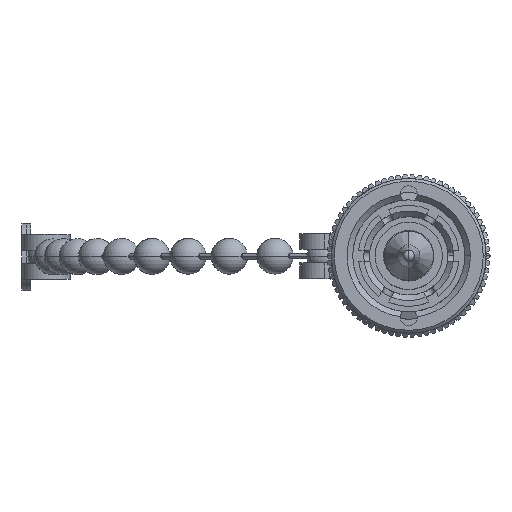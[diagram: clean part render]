
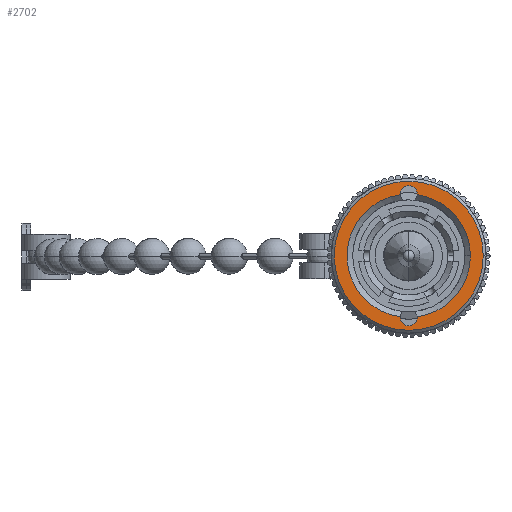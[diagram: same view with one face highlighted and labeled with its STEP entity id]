
A CAD part, top view. The second image highlights one B-rep face of the part: STEP entity #2702.
In plain terms, the highlighted planar face has unit normal (0, 0, 1).
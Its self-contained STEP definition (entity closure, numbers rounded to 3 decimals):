
#81 = ORIENTED_EDGE ( 'NONE', *, *, #16404, .T. ) ;
#455 = CARTESIAN_POINT ( 'NONE',  ( -6.65, 0., 0. ) ) ;
#638 = DIRECTION ( 'NONE',  ( 1., 0., 0. ) ) ;
#922 = CARTESIAN_POINT ( 'NONE',  ( 0., -5.5, 0. ) ) ;
#1233 = DIRECTION ( 'NONE',  ( 0., 0., 1. ) ) ;
#1234 = PLANE ( 'NONE',  #4477 ) ;
#1572 = VERTEX_POINT ( 'NONE', #6829 ) ;
#1597 = VERTEX_POINT ( 'NONE', #8668 ) ;
#2049 = AXIS2_PLACEMENT_3D ( 'NONE', #4688, #9131, #3417 ) ;
#2702 = ADVANCED_FACE ( 'NONE', ( #4248, #12829 ), #1234, .T. ) ;
#2903 = CARTESIAN_POINT ( 'NONE',  ( 0., 0., 0. ) ) ;
#3050 = DIRECTION ( 'NONE',  ( 1., 0., 0. ) ) ;
#3071 = CARTESIAN_POINT ( 'NONE',  ( -0.748, 5.449, 0. ) ) ;
#3100 = CARTESIAN_POINT ( 'NONE',  ( 0.748, -5.449, 0. ) ) ;
#3417 = DIRECTION ( 'NONE',  ( 1., 0., 0. ) ) ;
#3459 = DIRECTION ( 'NONE',  ( 0., 0., 1. ) ) ;
#3502 = ORIENTED_EDGE ( 'NONE', *, *, #17596, .F. ) ;
#3503 = ORIENTED_EDGE ( 'NONE', *, *, #11321, .F. ) ;
#3540 = AXIS2_PLACEMENT_3D ( 'NONE', #11274, #8103, #13953 ) ;
#3646 = DIRECTION ( 'NONE',  ( 1., 0., 0. ) ) ;
#3712 = DIRECTION ( 'NONE',  ( 0., 0., 1. ) ) ;
#3748 = DIRECTION ( 'NONE',  ( 0., 0., 1. ) ) ;
#3762 = ORIENTED_EDGE ( 'NONE', *, *, #15459, .T. ) ;
#4248 = FACE_BOUND ( 'NONE', #13266, .T. ) ;
#4402 = DIRECTION ( 'NONE',  ( 0., 0., 1. ) ) ;
#4477 = AXIS2_PLACEMENT_3D ( 'NONE', #2903, #18847, #17580 ) ;
#4482 = ORIENTED_EDGE ( 'NONE', *, *, #6604, .F. ) ;
#4583 = DIRECTION ( 'NONE',  ( 0., 0., 1. ) ) ;
#4595 = VERTEX_POINT ( 'NONE', #3071 ) ;
#4688 = CARTESIAN_POINT ( 'NONE',  ( 0., 0., 0. ) ) ;
#4705 = CARTESIAN_POINT ( 'NONE',  ( -0.748, -5.449, 0. ) ) ;
#5072 = VERTEX_POINT ( 'NONE', #14080 ) ;
#5161 = ORIENTED_EDGE ( 'NONE', *, *, #6293, .F. ) ;
#5164 = DIRECTION ( 'NONE',  ( 1., 0., 0. ) ) ;
#5335 = AXIS2_PLACEMENT_3D ( 'NONE', #922, #3748, #3646 ) ;
#5394 = VERTEX_POINT ( 'NONE', #3100 ) ;
#6147 = EDGE_CURVE ( 'NONE', #8428, #5072, #10505, .T. ) ;
#6268 = CIRCLE ( 'NONE', #5335, 0.75 ) ;
#6293 = EDGE_CURVE ( 'NONE', #1572, #8428, #9603, .T. ) ;
#6420 = VERTEX_POINT ( 'NONE', #12241 ) ;
#6604 = EDGE_CURVE ( 'NONE', #10928, #5394, #6268, .T. ) ;
#6611 = CARTESIAN_POINT ( 'NONE',  ( 0., 5.5, 0. ) ) ;
#6684 = AXIS2_PLACEMENT_3D ( 'NONE', #7635, #3459, #638 ) ;
#6829 = CARTESIAN_POINT ( 'NONE',  ( 0.748, 5.449, 0. ) ) ;
#7208 = ORIENTED_EDGE ( 'NONE', *, *, #6147, .F. ) ;
#7242 = CIRCLE ( 'NONE', #3540, 5.5 ) ;
#7343 = CARTESIAN_POINT ( 'NONE',  ( 0., 0., 0. ) ) ;
#7346 = CARTESIAN_POINT ( 'NONE',  ( 0., -5.5, 0. ) ) ;
#7635 = CARTESIAN_POINT ( 'NONE',  ( 0., -5.5, 0. ) ) ;
#7645 = DIRECTION ( 'NONE',  ( 1., 0., 0. ) ) ;
#7883 = ORIENTED_EDGE ( 'NONE', *, *, #14658, .T. ) ;
#8103 = DIRECTION ( 'NONE',  ( 0., 0., -1. ) ) ;
#8393 = EDGE_CURVE ( 'NONE', #11549, #18974, #17572, .T. ) ;
#8428 = VERTEX_POINT ( 'NONE', #13535 ) ;
#8668 = CARTESIAN_POINT ( 'NONE',  ( -0.75, -5.5, 0. ) ) ;
#9091 = DIRECTION ( 'NONE',  ( 0., 0., 1. ) ) ;
#9131 = DIRECTION ( 'NONE',  ( 0., 0., -1. ) ) ;
#9134 = CIRCLE ( 'NONE', #17781, 0.75 ) ;
#9603 = CIRCLE ( 'NONE', #14190, 0.75 ) ;
#9706 = EDGE_CURVE ( 'NONE', #1572, #6420, #11309, .T. ) ;
#9789 = DIRECTION ( 'NONE',  ( 1., 0., 0. ) ) ;
#9903 = AXIS2_PLACEMENT_3D ( 'NONE', #16546, #4402, #3050 ) ;
#10505 = CIRCLE ( 'NONE', #9903, 0.75 ) ;
#10517 = CIRCLE ( 'NONE', #12349, 0.75 ) ;
#10928 = VERTEX_POINT ( 'NONE', #11507 ) ;
#11129 = CARTESIAN_POINT ( 'NONE',  ( 0., 0., 0. ) ) ;
#11274 = CARTESIAN_POINT ( 'NONE',  ( 0., 0., 0. ) ) ;
#11309 = CIRCLE ( 'NONE', #2049, 5.5 ) ;
#11321 = EDGE_CURVE ( 'NONE', #5072, #4595, #10517, .T. ) ;
#11507 = CARTESIAN_POINT ( 'NONE',  ( 0.75, -5.5, 0. ) ) ;
#11549 = VERTEX_POINT ( 'NONE', #455 ) ;
#12241 = CARTESIAN_POINT ( 'NONE',  ( 5.5, 0., 0. ) ) ;
#12331 = AXIS2_PLACEMENT_3D ( 'NONE', #11129, #14472, #9789 ) ;
#12349 = AXIS2_PLACEMENT_3D ( 'NONE', #12920, #1233, #18845 ) ;
#12645 = CIRCLE ( 'NONE', #12331, 5.5 ) ;
#12829 = FACE_OUTER_BOUND ( 'NONE', #15478, .T. ) ;
#12839 = ORIENTED_EDGE ( 'NONE', *, *, #18350, .F. ) ;
#12920 = CARTESIAN_POINT ( 'NONE',  ( 0., 5.5, 0. ) ) ;
#13266 = EDGE_LOOP ( 'NONE', ( #12839, #3762, #3503, #7208, #5161, #18008, #7883, #4482, #3502 ) ) ;
#13394 = CIRCLE ( 'NONE', #13707, 6.65 ) ;
#13535 = CARTESIAN_POINT ( 'NONE',  ( 0.75, 5.5, 0. ) ) ;
#13707 = AXIS2_PLACEMENT_3D ( 'NONE', #7343, #9091, #19132 ) ;
#13953 = DIRECTION ( 'NONE',  ( 1., 0., 0. ) ) ;
#14080 = CARTESIAN_POINT ( 'NONE',  ( -0.75, 5.5, 0. ) ) ;
#14190 = AXIS2_PLACEMENT_3D ( 'NONE', #6611, #3712, #5164 ) ;
#14472 = DIRECTION ( 'NONE',  ( 0., 0., -1. ) ) ;
#14658 = EDGE_CURVE ( 'NONE', #6420, #5394, #12645, .T. ) ;
#15182 = CARTESIAN_POINT ( 'NONE',  ( 0., 0., 0. ) ) ;
#15396 = AXIS2_PLACEMENT_3D ( 'NONE', #15182, #4583, #18019 ) ;
#15459 = EDGE_CURVE ( 'NONE', #17932, #4595, #7242, .T. ) ;
#15478 = EDGE_LOOP ( 'NONE', ( #15878, #81 ) ) ;
#15878 = ORIENTED_EDGE ( 'NONE', *, *, #8393, .T. ) ;
#16404 = EDGE_CURVE ( 'NONE', #18974, #11549, #13394, .T. ) ;
#16538 = CIRCLE ( 'NONE', #6684, 0.75 ) ;
#16546 = CARTESIAN_POINT ( 'NONE',  ( 0., 5.5, 0. ) ) ;
#17312 = DIRECTION ( 'NONE',  ( 0., 0., 1. ) ) ;
#17572 = CIRCLE ( 'NONE', #15396, 6.65 ) ;
#17580 = DIRECTION ( 'NONE',  ( 1., 0., 0. ) ) ;
#17596 = EDGE_CURVE ( 'NONE', #1597, #10928, #9134, .T. ) ;
#17781 = AXIS2_PLACEMENT_3D ( 'NONE', #7346, #17312, #7645 ) ;
#17932 = VERTEX_POINT ( 'NONE', #4705 ) ;
#18008 = ORIENTED_EDGE ( 'NONE', *, *, #9706, .T. ) ;
#18019 = DIRECTION ( 'NONE',  ( 1., 0., 0. ) ) ;
#18350 = EDGE_CURVE ( 'NONE', #17932, #1597, #16538, .T. ) ;
#18694 = CARTESIAN_POINT ( 'NONE',  ( 6.65, 0., 0. ) ) ;
#18845 = DIRECTION ( 'NONE',  ( 1., 0., 0. ) ) ;
#18847 = DIRECTION ( 'NONE',  ( 0., 0., 1. ) ) ;
#18974 = VERTEX_POINT ( 'NONE', #18694 ) ;
#19132 = DIRECTION ( 'NONE',  ( 1., 0., 0. ) ) ;
